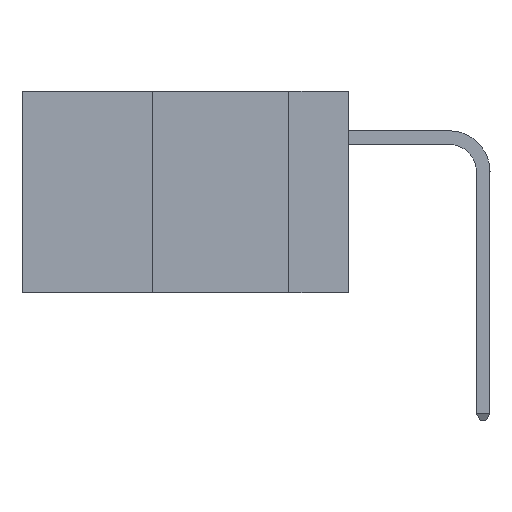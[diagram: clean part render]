
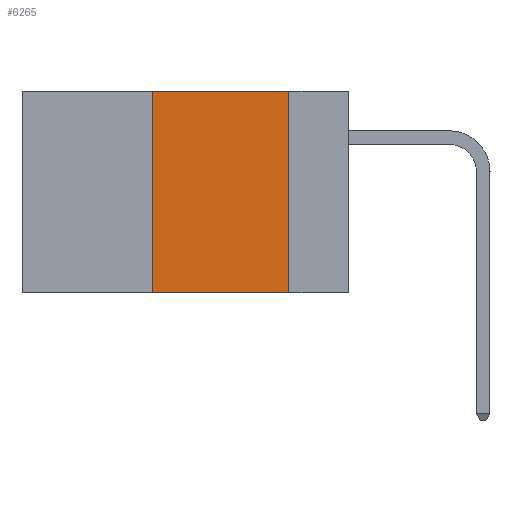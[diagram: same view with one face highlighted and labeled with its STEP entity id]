
A CAD part, left-side view. The second image highlights one B-rep face of the part: STEP entity #6265.
In plain terms, the highlighted planar face has unit normal (-1, 0, 0).
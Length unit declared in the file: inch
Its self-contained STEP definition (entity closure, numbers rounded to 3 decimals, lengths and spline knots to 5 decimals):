
#255 = DIRECTION ( 'NONE',  ( 0., -1., 0. ) ) ;
#487 = DIRECTION ( 'NONE',  ( 1., 0., 0. ) ) ;
#684 = EDGE_CURVE ( 'NONE', #8307, #8314, #2613, .T. ) ;
#948 = EDGE_CURVE ( 'NONE', #10422, #1356, #2475, .T. ) ;
#1114 = FACE_OUTER_BOUND ( 'NONE', #1600, .T. ) ;
#1356 = VERTEX_POINT ( 'NONE', #9179 ) ;
#1537 = VECTOR ( 'NONE', #7778, 39.37008 ) ;
#1600 = EDGE_LOOP ( 'NONE', ( #2619, #4858, #9673, #7616 ) ) ;
#2397 = DIRECTION ( 'NONE',  ( 0., -1., 0. ) ) ;
#2475 = LINE ( 'NONE', #5279, #6932 ) ;
#2613 = LINE ( 'NONE', #4049, #6804 ) ;
#2619 = ORIENTED_EDGE ( 'NONE', *, *, #4415, .F. ) ;
#2790 = CARTESIAN_POINT ( 'NONE',  ( 0., 0.36, 0. ) ) ;
#3339 = LINE ( 'NONE', #10335, #9412 ) ;
#4049 = CARTESIAN_POINT ( 'NONE',  ( 0., 0.6, -0.37 ) ) ;
#4206 = AXIS2_PLACEMENT_3D ( 'NONE', #10439, #487, #6358 ) ;
#4415 = EDGE_CURVE ( 'NONE', #1356, #8314, #3339, .T. ) ;
#4858 = ORIENTED_EDGE ( 'NONE', *, *, #948, .F. ) ;
#5279 = CARTESIAN_POINT ( 'NONE',  ( 0., 0.6, 0. ) ) ;
#6009 = LINE ( 'NONE', #2790, #1537 ) ;
#6265 = ADVANCED_FACE ( 'NONE', ( #1114 ), #9624, .F. ) ;
#6358 = DIRECTION ( 'NONE',  ( 0., 0., -1. ) ) ;
#6381 = CARTESIAN_POINT ( 'NONE',  ( 0., 0.11, -0.37 ) ) ;
#6804 = VECTOR ( 'NONE', #2397, 39.37008 ) ;
#6932 = VECTOR ( 'NONE', #255, 39.37008 ) ;
#7616 = ORIENTED_EDGE ( 'NONE', *, *, #684, .T. ) ;
#7778 = DIRECTION ( 'NONE',  ( 0., 0., 1. ) ) ;
#8307 = VERTEX_POINT ( 'NONE', #8833 ) ;
#8314 = VERTEX_POINT ( 'NONE', #6381 ) ;
#8738 = DIRECTION ( 'NONE',  ( 0., 0., -1. ) ) ;
#8833 = CARTESIAN_POINT ( 'NONE',  ( 0., 0.36, -0.37 ) ) ;
#9179 = CARTESIAN_POINT ( 'NONE',  ( 0., 0.11, 0. ) ) ;
#9412 = VECTOR ( 'NONE', #8738, 39.37008 ) ;
#9624 = PLANE ( 'NONE',  #4206 ) ;
#9673 = ORIENTED_EDGE ( 'NONE', *, *, #10152, .F. ) ;
#10152 = EDGE_CURVE ( 'NONE', #8307, #10422, #6009, .T. ) ;
#10335 = CARTESIAN_POINT ( 'NONE',  ( 0., 0.11, 0. ) ) ;
#10422 = VERTEX_POINT ( 'NONE', #10612 ) ;
#10439 = CARTESIAN_POINT ( 'NONE',  ( 0., 0.6, 0. ) ) ;
#10612 = CARTESIAN_POINT ( 'NONE',  ( 0., 0.36, 0. ) ) ;
